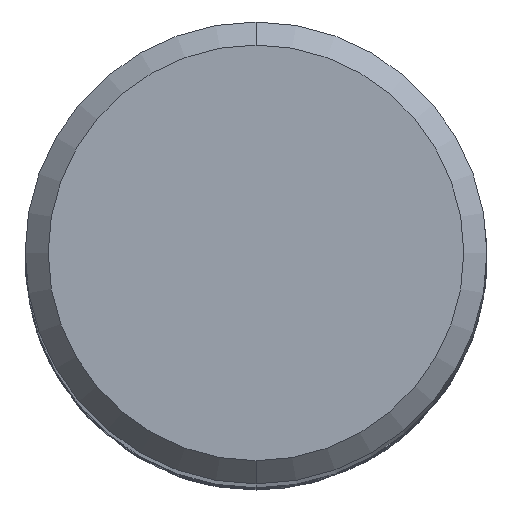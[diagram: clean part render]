
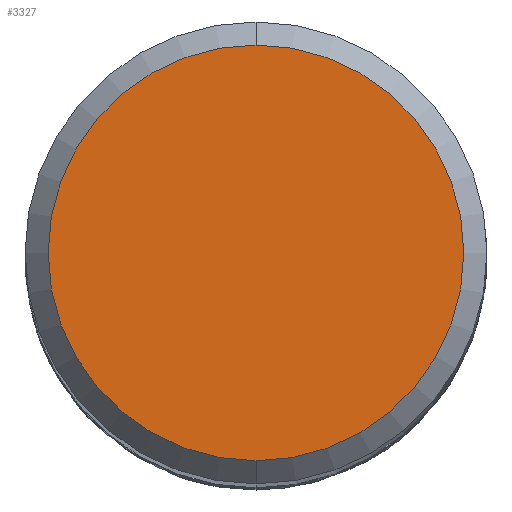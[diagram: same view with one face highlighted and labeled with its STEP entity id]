
A CAD part, top view. The second image highlights one B-rep face of the part: STEP entity #3327.
In plain terms, the highlighted planar face has unit normal (0, 0, 1).
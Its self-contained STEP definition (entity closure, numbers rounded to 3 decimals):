
#1545=VERTEX_POINT('',#4097);
#2799=VERTEX_POINT('',#5468);
#3327=ADVANCED_FACE('',(#6044),#6045,.T.);
#3563=EDGE_CURVE('',#1545,#2799,#6296,.T.);
#3705=EDGE_CURVE('',#2799,#1545,#6449,.T.);
#4097=CARTESIAN_POINT('',(0.,-4.5,0.0));
#5468=CARTESIAN_POINT('',(0.0,4.5,0.0));
#6044=FACE_OUTER_BOUND('',#27981,.T.);
#6045=PLANE('',#27982);
#6296=CIRCLE('',#29458,4.5);
#6449=CIRCLE('',#30889,4.5);
#27981=EDGE_LOOP('',(#33947,#33948));
#27982=AXIS2_PLACEMENT_3D('',#33949,#33950,#33951);
#29458=AXIS2_PLACEMENT_3D('',#34197,#34198,#34199);
#30889=AXIS2_PLACEMENT_3D('',#34338,#34339,#34340);
#33947=ORIENTED_EDGE('',*,*,#3705,.F.);
#33948=ORIENTED_EDGE('',*,*,#3563,.F.);
#33949=CARTESIAN_POINT('',(0.0,2.25,0.0));
#33950=DIRECTION('',(-0.0,0.0,1.0));
#33951=DIRECTION('',(0.0,-1.0,0.0));
#34197=CARTESIAN_POINT('',(0.0,0.0,0.0));
#34198=DIRECTION('',(0.0,0.0,-1.0));
#34199=DIRECTION('',(0.0,1.0,0.0));
#34338=CARTESIAN_POINT('',(0.0,0.0,0.0));
#34339=DIRECTION('',(0.0,0.0,-1.0));
#34340=DIRECTION('',(0.0,1.0,0.0));
